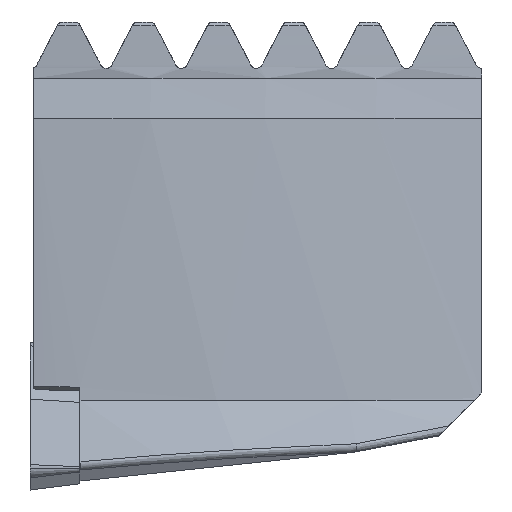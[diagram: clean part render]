
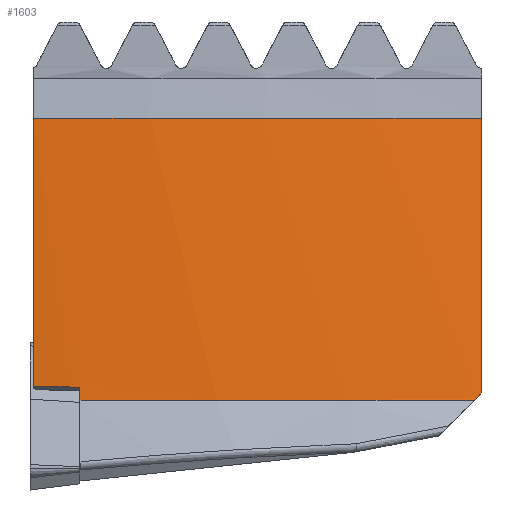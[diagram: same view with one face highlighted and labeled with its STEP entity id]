
A CAD part, left-side view. The second image highlights one B-rep face of the part: STEP entity #1603.
In plain terms, the highlighted cylindrical face has radius 75.56 mm (diameter 151.12 mm), a partial arc.
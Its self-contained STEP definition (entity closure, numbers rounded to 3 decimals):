
#1603=ADVANCED_FACE('NONE',(#4623),#4624,.T.);
#1917=EDGE_CURVE('NONE',#4399,#4345,#4956,.F.);
#2643=VERTEX_POINT('NONE',#5758);
#2663=EDGE_CURVE('NONE',#2643,#3803,#5779,.F.);
#2685=VERTEX_POINT('NONE',#5802);
#2701=EDGE_CURVE('NONE',#3221,#3803,#5822,.F.);
#3061=EDGE_CURVE('NONE',#3221,#2685,#6212,.F.);
#3221=VERTEX_POINT('NONE',#6383);
#3331=EDGE_CURVE('NONE',#2685,#4279,#6507,.F.);
#3447=EDGE_CURVE('NONE',#2643,#4399,#6634,.F.);
#3561=EDGE_CURVE('NONE',#4345,#4279,#6765,.T.);
#3803=VERTEX_POINT('NONE',#7034);
#4279=VERTEX_POINT('NONE',#7557);
#4345=VERTEX_POINT('NONE',#7626);
#4399=VERTEX_POINT('NONE',#7683);
#4623=FACE_OUTER_BOUND('',#7978,.T.);
#4624=CYLINDRICAL_SURFACE('',#7979,75.56);
#4956=LINE('',#8682,#8683);
#5758=CARTESIAN_POINT('',(2.541,-3.97,8.202));
#5779=LINE('',#10843,#10844);
#5802=CARTESIAN_POINT('',(11.567,-36.07,7.753));
#5822=CIRCLE('',#10932,75.56);
#6212=ELLIPSE('',#11919,106.858,75.56);
#6383=CARTESIAN_POINT('',(11.263,-35.503,7.185));
#6507=LINE('',#12585,#12586);
#6634=ELLIPSE('',#12831,98.579,75.56);
#6765=CIRCLE('',#13108,75.56);
#7034=CARTESIAN_POINT('',(2.541,-3.97,7.185));
#7557=CARTESIAN_POINT('',(11.567,-36.07,29.69));
#7626=CARTESIAN_POINT('',(2.44,-0.27,29.69));
#7683=CARTESIAN_POINT('',(2.44,-0.27,8.286));
#7978=EDGE_LOOP('',(#15691,#15692,#15693,#15694,#15695,#15696,#15697));
#7979=AXIS2_PLACEMENT_3D('',#15698,#15699,#15700);
#8682=CARTESIAN_POINT('',(2.44,-0.27,7.185));
#8683=VECTOR('',#15959,1.0);
#10843=CARTESIAN_POINT('',(2.541,-3.97,7.185));
#10844=VECTOR('',#16922,1.0);
#10932=AXIS2_PLACEMENT_3D('',#16975,#16976,#16977);
#11919=AXIS2_PLACEMENT_3D('',#17392,#17393,#17394);
#12585=CARTESIAN_POINT('',(11.567,-36.07,7.185));
#12586=VECTOR('',#17718,1.0);
#12831=AXIS2_PLACEMENT_3D('',#17862,#17863,#17864);
#13108=AXIS2_PLACEMENT_3D('',#18060,#18061,#18062);
#15691=ORIENTED_EDGE('',*,*,#2663,.T.);
#15692=ORIENTED_EDGE('',*,*,#2701,.F.);
#15693=ORIENTED_EDGE('',*,*,#3061,.T.);
#15694=ORIENTED_EDGE('',*,*,#3331,.T.);
#15695=ORIENTED_EDGE('',*,*,#3561,.F.);
#15696=ORIENTED_EDGE('',*,*,#1917,.F.);
#15697=ORIENTED_EDGE('',*,*,#3447,.F.);
#15698=CARTESIAN_POINT('',(78.0,-0.07,7.185));
#15699=DIRECTION('',(0.,0.,-1.0));
#15700=DIRECTION('',(0.,1.0,0.));
#15959=DIRECTION('',(0.,0.,-1.0));
#16922=DIRECTION('',(0.,0.,1.0));
#16975=CARTESIAN_POINT('',(78.0,-0.07,7.185));
#16976=DIRECTION('',(0.,0.,1.0));
#16977=DIRECTION('',(0.,1.0,0.));
#17392=CARTESIAN_POINT('',(78.0,-0.07,-28.247));
#17393=DIRECTION('',(0.,-0.707,-0.707));
#17394=DIRECTION('',(0.,0.707,-0.707));
#17718=DIRECTION('',(0.,0.,-1.0));
#17862=CARTESIAN_POINT('',(78.0,-0.07,-55.027));
#17863=DIRECTION('',(0.642,0.0,0.766));
#17864=DIRECTION('',(-0.766,0.,0.642));
#18060=CARTESIAN_POINT('',(78.0,-0.07,29.69));
#18061=DIRECTION('',(0.,0.,1.0));
#18062=DIRECTION('',(0.,1.0,0.));
